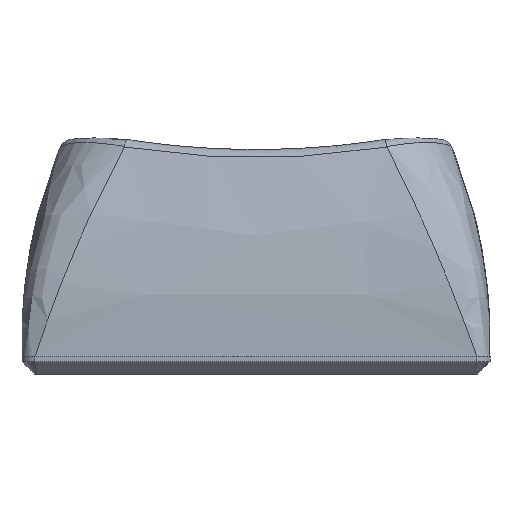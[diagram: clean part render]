
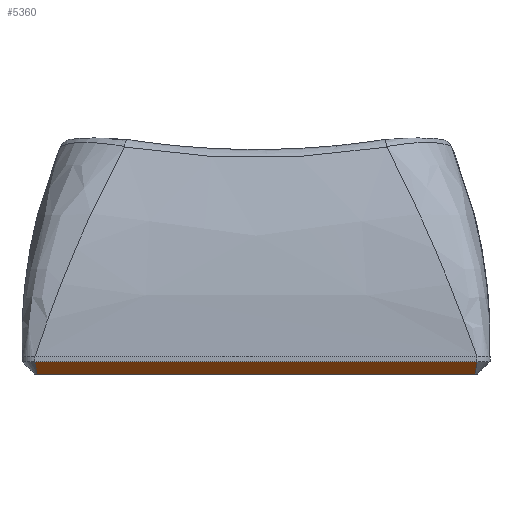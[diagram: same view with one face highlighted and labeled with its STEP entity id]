
A CAD part, front view. The second image highlights one B-rep face of the part: STEP entity #5360.
In plain terms, the highlighted planar face has unit normal (0, -0.707, -0.707).
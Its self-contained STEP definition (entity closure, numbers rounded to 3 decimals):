
#720 = PLANE('',#721);
#721 = AXIS2_PLACEMENT_3D('',#722,#723,#724);
#722 = CARTESIAN_POINT('',(-8.5,-9.,0.672));
#723 = DIRECTION('',(0.,-1.,0.));
#724 = DIRECTION('',(1.,0.,0.));
#1973 = VERTEX_POINT('',#1974);
#1974 = CARTESIAN_POINT('',(-8.5,-9.,0.48));
#2000 = EDGE_CURVE('',#1973,#2001,#2003,.T.);
#2001 = VERTEX_POINT('',#2002);
#2002 = CARTESIAN_POINT('',(8.5,-9.,0.48));
#2003 = SURFACE_CURVE('',#2004,(#2008,#2015),.PCURVE_S1.);
#2004 = LINE('',#2005,#2006);
#2005 = CARTESIAN_POINT('',(-8.5,-9.,0.48));
#2006 = VECTOR('',#2007,1.);
#2007 = DIRECTION('',(1.,0.,0.));
#2008 = PCURVE('',#720,#2009);
#2009 = DEFINITIONAL_REPRESENTATION('',(#2010),#2014);
#2010 = LINE('',#2011,#2012);
#2011 = CARTESIAN_POINT('',(0.,-0.192));
#2012 = VECTOR('',#2013,1.);
#2013 = DIRECTION('',(1.,0.));
#2014 = ( GEOMETRIC_REPRESENTATION_CONTEXT(2) 
PARAMETRIC_REPRESENTATION_CONTEXT() REPRESENTATION_CONTEXT('2D SPACE',''
  ) );
#2015 = PCURVE('',#2016,#2021);
#2016 = PLANE('',#2017);
#2017 = AXIS2_PLACEMENT_3D('',#2018,#2019,#2020);
#2018 = CARTESIAN_POINT('',(-8.5,-8.76,0.24));
#2019 = DIRECTION('',(0.,0.707,0.707)
  );
#2020 = DIRECTION('',(1.,0.,0.));
#2021 = DEFINITIONAL_REPRESENTATION('',(#2022),#2026);
#2022 = LINE('',#2023,#2024);
#2023 = CARTESIAN_POINT('',(0.,-0.339));
#2024 = VECTOR('',#2025,1.);
#2025 = DIRECTION('',(1.,0.));
#2026 = ( GEOMETRIC_REPRESENTATION_CONTEXT(2) 
PARAMETRIC_REPRESENTATION_CONTEXT() REPRESENTATION_CONTEXT('2D SPACE',''
  ) );
#3188 = CONICAL_SURFACE('',#3189,0.7,0.785);
#3189 = AXIS2_PLACEMENT_3D('',#3190,#3191,#3192);
#3190 = CARTESIAN_POINT('',(8.323,-8.323,0.48));
#3191 = DIRECTION('',(-0.,-0.,1.));
#3192 = DIRECTION('',(0.967,-0.253,0.));
#5360 = ADVANCED_FACE('',(#5361),#2016,.F.);
#5361 = FACE_BOUND('',#5362,.F.);
#5362 = EDGE_LOOP('',(#5363,#5398,#5399,#5429));
#5363 = ORIENTED_EDGE('',*,*,#5364,.F.);
#5364 = EDGE_CURVE('',#1973,#5365,#5367,.T.);
#5365 = VERTEX_POINT('',#5366);
#5366 = CARTESIAN_POINT('',(-8.42,-8.52,0.));
#5367 = SURFACE_CURVE('',#5368,(#5373,#5380),.PCURVE_S1.);
#5368 = PARABOLA('',#5369,0.008);
#5369 = AXIS2_PLACEMENT_3D('',#5370,#5371,#5372);
#5370 = CARTESIAN_POINT('',(-8.323,-8.311,
    -0.209));
#5371 = DIRECTION('',(0.,0.707,0.707)
  );
#5372 = DIRECTION('',(0.,-0.707,0.707)
  );
#5373 = PCURVE('',#2016,#5374);
#5374 = DEFINITIONAL_REPRESENTATION('',(#5375),#5379);
#5375 = B_SPLINE_CURVE_WITH_KNOTS('',2,(#5376,#5377,#5378),
  .UNSPECIFIED.,.F.,.F.,(3,3),(-0.177,-0.098),
  .PIECEWISE_BEZIER_KNOTS.);
#5376 = CARTESIAN_POINT('',(0.,-0.339));
#5377 = CARTESIAN_POINT('',(0.04,0.098));
#5378 = CARTESIAN_POINT('',(0.08,0.339));
#5379 = ( GEOMETRIC_REPRESENTATION_CONTEXT(2) 
PARAMETRIC_REPRESENTATION_CONTEXT() REPRESENTATION_CONTEXT('2D SPACE',''
  ) );
#5380 = PCURVE('',#5381,#5386);
#5381 = CONICAL_SURFACE('',#5382,0.7,0.785);
#5382 = AXIS2_PLACEMENT_3D('',#5383,#5384,#5385);
#5383 = CARTESIAN_POINT('',(-8.323,-8.323,0.48));
#5384 = DIRECTION('',(-0.,-0.,1.));
#5385 = DIRECTION('',(-0.253,-0.967,-0.));
#5386 = DEFINITIONAL_REPRESENTATION('',(#5387),#5397);
#5387 = B_SPLINE_CURVE_WITH_KNOTS('',8,(#5388,#5389,#5390,#5391,#5392,
    #5393,#5394,#5395,#5396),.UNSPECIFIED.,.F.,.F.,(9,9),(
    -0.177,-0.098),.PIECEWISE_BEZIER_KNOTS.);
#5388 = CARTESIAN_POINT('',(0.,0.));
#5389 = CARTESIAN_POINT('',(-0.014,-0.077));
#5390 = CARTESIAN_POINT('',(-0.03,-0.15));
#5391 = CARTESIAN_POINT('',(-0.048,-0.217));
#5392 = CARTESIAN_POINT('',(-0.069,-0.28));
#5393 = CARTESIAN_POINT('',(-0.094,-0.337));
#5394 = CARTESIAN_POINT('',(-0.123,-0.39));
#5395 = CARTESIAN_POINT('',(-0.158,-0.437));
#5396 = CARTESIAN_POINT('',(-0.203,-0.48));
#5397 = ( GEOMETRIC_REPRESENTATION_CONTEXT(2) 
PARAMETRIC_REPRESENTATION_CONTEXT() REPRESENTATION_CONTEXT('2D SPACE',''
  ) );
#5398 = ORIENTED_EDGE('',*,*,#2000,.T.);
#5399 = ORIENTED_EDGE('',*,*,#5400,.T.);
#5400 = EDGE_CURVE('',#2001,#5401,#5403,.T.);
#5401 = VERTEX_POINT('',#5402);
#5402 = CARTESIAN_POINT('',(8.42,-8.52,0.));
#5403 = SURFACE_CURVE('',#5404,(#5409,#5416),.PCURVE_S1.);
#5404 = PARABOLA('',#5405,0.008);
#5405 = AXIS2_PLACEMENT_3D('',#5406,#5407,#5408);
#5406 = CARTESIAN_POINT('',(8.323,-8.311,
    -0.209));
#5407 = DIRECTION('',(0.,-0.707,-0.707
    ));
#5408 = DIRECTION('',(0.,-0.707,0.707)
  );
#5409 = PCURVE('',#2016,#5410);
#5410 = DEFINITIONAL_REPRESENTATION('',(#5411),#5415);
#5411 = B_SPLINE_CURVE_WITH_KNOTS('',2,(#5412,#5413,#5414),
  .UNSPECIFIED.,.F.,.F.,(3,3),(-0.177,-0.098),
  .PIECEWISE_BEZIER_KNOTS.);
#5412 = CARTESIAN_POINT('',(17.,-0.339));
#5413 = CARTESIAN_POINT('',(16.96,0.098));
#5414 = CARTESIAN_POINT('',(16.92,0.339));
#5415 = ( GEOMETRIC_REPRESENTATION_CONTEXT(2) 
PARAMETRIC_REPRESENTATION_CONTEXT() REPRESENTATION_CONTEXT('2D SPACE',''
  ) );
#5416 = PCURVE('',#3188,#5417);
#5417 = DEFINITIONAL_REPRESENTATION('',(#5418),#5428);
#5418 = B_SPLINE_CURVE_WITH_KNOTS('',8,(#5419,#5420,#5421,#5422,#5423,
    #5424,#5425,#5426,#5427),.UNSPECIFIED.,.F.,.F.,(9,9),(
    -0.177,-0.098),.PIECEWISE_BEZIER_KNOTS.);
#5419 = CARTESIAN_POINT('',(-1.059,0.));
#5420 = CARTESIAN_POINT('',(-1.045,-0.077));
#5421 = CARTESIAN_POINT('',(-1.029,-0.15));
#5422 = CARTESIAN_POINT('',(-1.01,-0.217));
#5423 = CARTESIAN_POINT('',(-0.99,-0.28));
#5424 = CARTESIAN_POINT('',(-0.965,-0.337));
#5425 = CARTESIAN_POINT('',(-0.936,-0.39));
#5426 = CARTESIAN_POINT('',(-0.901,-0.437));
#5427 = CARTESIAN_POINT('',(-0.856,-0.48));
#5428 = ( GEOMETRIC_REPRESENTATION_CONTEXT(2) 
PARAMETRIC_REPRESENTATION_CONTEXT() REPRESENTATION_CONTEXT('2D SPACE',''
  ) );
#5429 = ORIENTED_EDGE('',*,*,#5430,.F.);
#5430 = EDGE_CURVE('',#5365,#5401,#5431,.T.);
#5431 = SURFACE_CURVE('',#5432,(#5436,#5443),.PCURVE_S1.);
#5432 = LINE('',#5433,#5434);
#5433 = CARTESIAN_POINT('',(-8.5,-8.52,0.));
#5434 = VECTOR('',#5435,1.);
#5435 = DIRECTION('',(1.,0.,0.));
#5436 = PCURVE('',#2016,#5437);
#5437 = DEFINITIONAL_REPRESENTATION('',(#5438),#5442);
#5438 = LINE('',#5439,#5440);
#5439 = CARTESIAN_POINT('',(0.,0.339));
#5440 = VECTOR('',#5441,1.);
#5441 = DIRECTION('',(1.,0.));
#5442 = ( GEOMETRIC_REPRESENTATION_CONTEXT(2) 
PARAMETRIC_REPRESENTATION_CONTEXT() REPRESENTATION_CONTEXT('2D SPACE',''
  ) );
#5443 = PCURVE('',#5444,#5449);
#5444 = PLANE('',#5445);
#5445 = AXIS2_PLACEMENT_3D('',#5446,#5447,#5448);
#5446 = CARTESIAN_POINT('',(8.5,9.,0.));
#5447 = DIRECTION('',(0.,0.,-1.));
#5448 = DIRECTION('',(-1.,0.,0.));
#5449 = DEFINITIONAL_REPRESENTATION('',(#5450),#5454);
#5450 = LINE('',#5451,#5452);
#5451 = CARTESIAN_POINT('',(17.,-17.52));
#5452 = VECTOR('',#5453,1.);
#5453 = DIRECTION('',(-1.,0.));
#5454 = ( GEOMETRIC_REPRESENTATION_CONTEXT(2) 
PARAMETRIC_REPRESENTATION_CONTEXT() REPRESENTATION_CONTEXT('2D SPACE',''
  ) );
